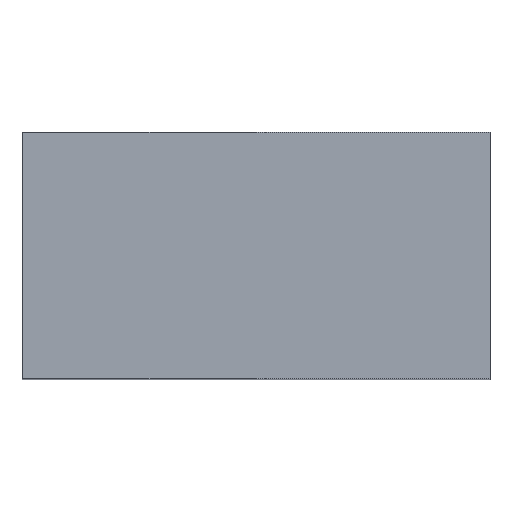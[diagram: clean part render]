
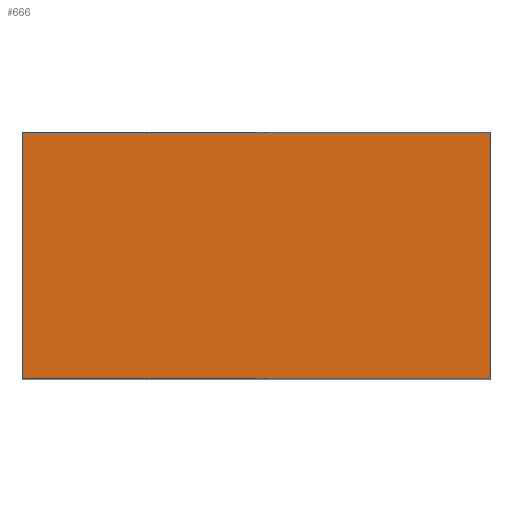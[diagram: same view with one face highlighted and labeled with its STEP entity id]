
A CAD part, top view. The second image highlights one B-rep face of the part: STEP entity #666.
In plain terms, the highlighted planar face has unit normal (0, 0, 1).
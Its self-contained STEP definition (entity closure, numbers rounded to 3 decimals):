
#442=CARTESIAN_POINT('',(9.741,-3.124,10.414));
#441=VERTEX_POINT('',#442);
#452=CARTESIAN_POINT('',(-2.121,-3.124,10.414));
#451=VERTEX_POINT('',#452);
#450=EDGE_CURVE('',#451,#441,#455,.T.);
#455=LINE('',#452,#457);
#457=VECTOR('',#458,11.862);
#458=DIRECTION('',(1.0,0.0,0.0));
#491=CARTESIAN_POINT('',(9.741,3.124,10.414));
#490=VERTEX_POINT('',#491);
#499=EDGE_CURVE('',#441,#490,#504,.T.);
#504=LINE('',#442,#506);
#506=VECTOR('',#507,6.248);
#507=DIRECTION('',(0.0,1.0,0.0));
#540=CARTESIAN_POINT('',(-2.121,3.124,10.414));
#539=VERTEX_POINT('',#540);
#548=EDGE_CURVE('',#490,#539,#553,.T.);
#553=LINE('',#491,#555);
#555=VECTOR('',#556,11.862);
#556=DIRECTION('',(-1.0,0.0,0.0));
#597=EDGE_CURVE('',#539,#451,#602,.T.);
#602=LINE('',#540,#604);
#604=VECTOR('',#605,6.248);
#605=DIRECTION('',(0.0,-1.0,0.0));
#666=ADVANCED_FACE('',(#672),#667,.T.);
#667=PLANE('',#668);
#668=AXIS2_PLACEMENT_3D('',#669,#670,#671);
#669=CARTESIAN_POINT('',(-2.121,-3.124,10.414));
#670=DIRECTION('',(0.0,0.0,1.0));
#671=DIRECTION('',(0.,1.,0.));
#672=FACE_OUTER_BOUND('',#673,.T.);
#673=EDGE_LOOP('',(#674,#684,#694,#704));
#674=ORIENTED_EDGE('',*,*,#450,.T.);
#684=ORIENTED_EDGE('',*,*,#499,.T.);
#694=ORIENTED_EDGE('',*,*,#548,.T.);
#704=ORIENTED_EDGE('',*,*,#597,.T.);
